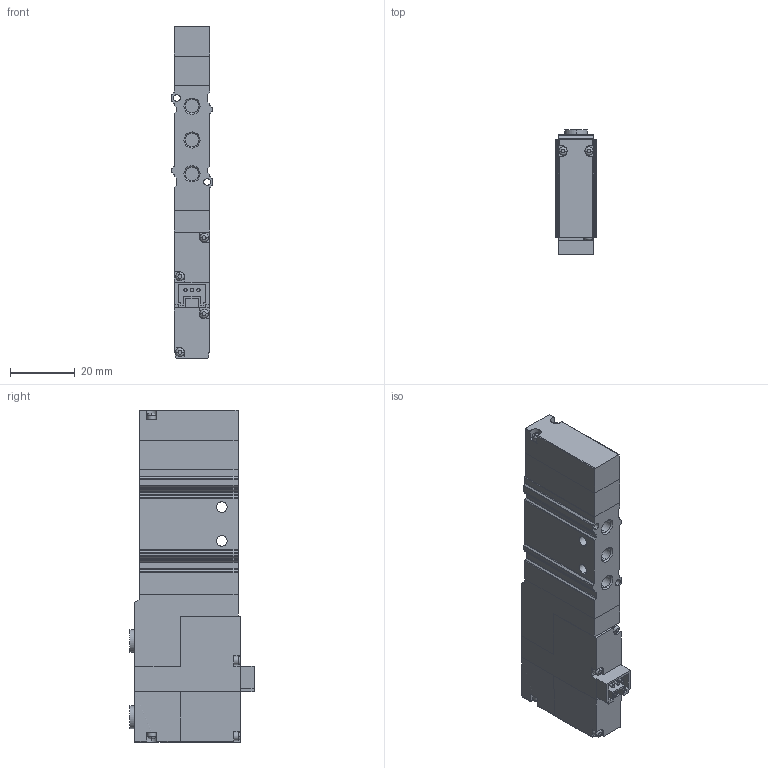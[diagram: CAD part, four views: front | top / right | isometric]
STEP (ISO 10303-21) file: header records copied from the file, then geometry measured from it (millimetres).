
FILE_DESCRIPTION (( 'STEP AP203' ), '1' );
FILE_NAME ('SV5312C-M7.STEP', '2022-08-02T12:42:15', ( '' ), ( '' ), 'SwSTEP 2.0', 'SolidWorks 2022', '' );
FILE_SCHEMA (( 'CONFIG_CONTROL_DESIGN' ));
Length unit declared in the file: millimetre
Products named in the file (1): SV5312C-M7
Bounding box: 12.4 x 38.5 x 102.8 mm (x, y, z)
Volume: 34499.2 mm3; surface area: 15423.1 mm2
Topology: 9 solids, 9 shells, 284 faces, 745 edges, 492 vertices
Faces by surface type: plane 152, cylinder 100, torus 16, cone 16
Entity records: 9202 total; most frequent: CARTESIAN_POINT 1974, DIRECTION 1499, ORIENTED_EDGE 1490, EDGE_CURVE 745, AXIS2_PLACEMENT_3D 519, VERTEX_POINT 492, VECTOR 461, LINE 461
